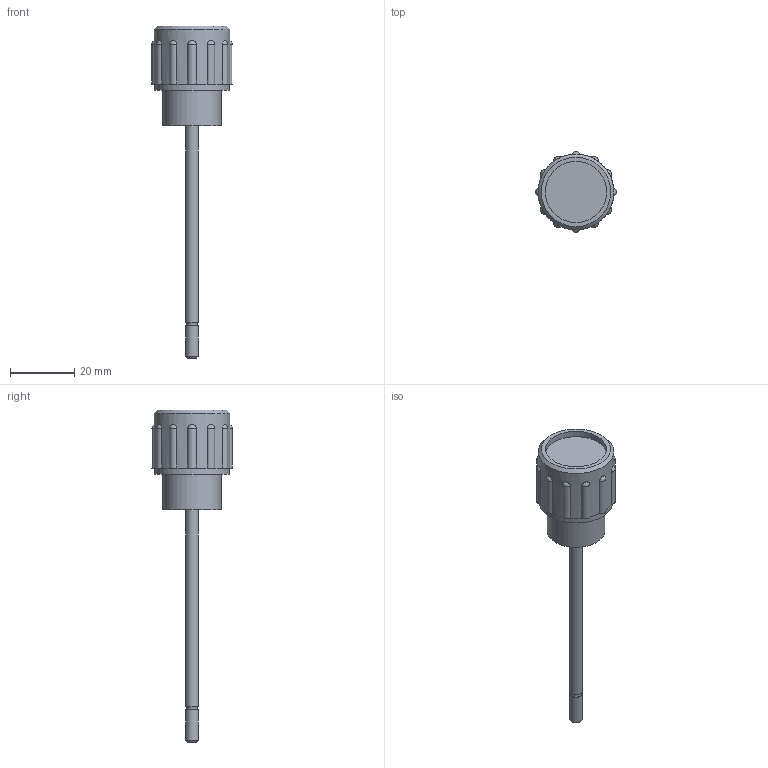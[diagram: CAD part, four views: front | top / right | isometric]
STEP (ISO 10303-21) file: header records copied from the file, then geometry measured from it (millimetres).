
FILE_DESCRIPTION( ( 'Unknown' ), '1' );
FILE_NAME( '6313010_TA2.stp', 'Unknown', ( 'Unknown' ), ( 'Unknown' ), 'PSStep 14.0', 'Unknown', ' ' );
FILE_SCHEMA( ( 'AUTOMOTIVE_DESIGN { 1 0 10303 214 1 1 1 1 }' ) );
Length unit declared in the file: millimetre
Products named in the file (1): 6313015
Bounding box: 24.99 x 24.99 x 103 mm (x, y, z)
Volume: 11936.1 mm3; surface area: 4274.7 mm2
Topology: 1 solids, 6 shells, 56 faces, 133 edges, 90 vertices
Faces by surface type: cylinder 23, plane 13, sphere 12, cone 7, torus 1
Full cylindrical faces by diameter (mm): 4 x7, 18 x1, 19 x1, 23 x1, 23.5 x1
Entity records: 2178 total; most frequent: CARTESIAN_POINT 513, DIRECTION 270, ORIENTED_EDGE 204, AXIS2_PLACEMENT_3D 123, EDGE_CURVE 102, EDGE_LOOP 86, VERTEX_POINT 78, FACE_OUTER_BOUND 68
